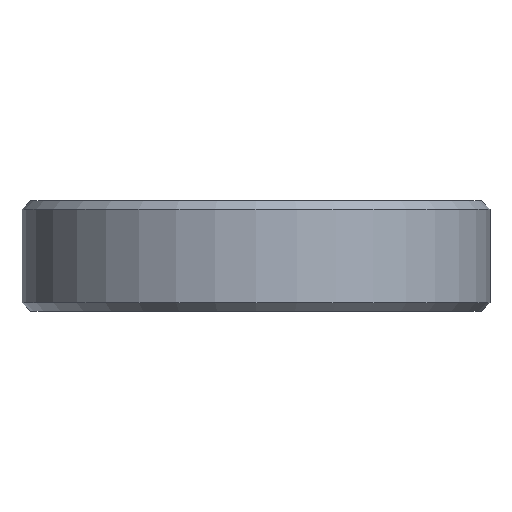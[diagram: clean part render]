
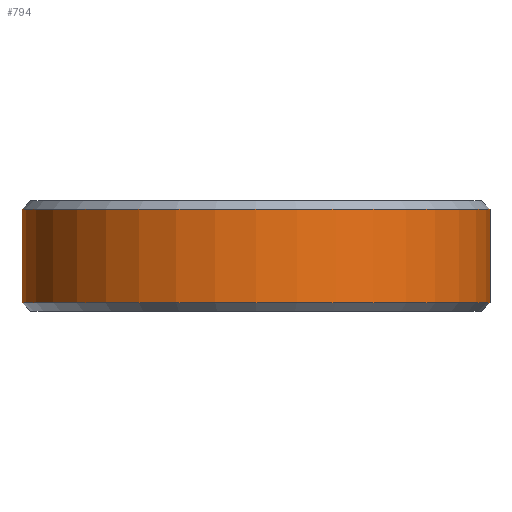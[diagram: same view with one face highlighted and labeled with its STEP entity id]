
A CAD part, front view. The second image highlights one B-rep face of the part: STEP entity #794.
In plain terms, the highlighted cylindrical face has radius 27.5 mm (diameter 55 mm), a full revolution.
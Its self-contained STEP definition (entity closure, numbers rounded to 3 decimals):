
#794=ADVANCED_FACE('',(#826,#827),#806,.T.);
#806=CYLINDRICAL_SURFACE('',#976,27.5);
#826=FACE_BOUND('',#859,.T.);
#827=FACE_BOUND('',#860,.T.);
#859=EDGE_LOOP('',(#891));
#860=EDGE_LOOP('',(#892));
#891=ORIENTED_EDGE('',*,*,#932,.T.);
#892=ORIENTED_EDGE('',*,*,#933,.T.);
#915=VERTEX_POINT('',#1138);
#916=VERTEX_POINT('',#1140);
#932=EDGE_CURVE('',#915,#915,#948,.T.);
#933=EDGE_CURVE('',#916,#916,#949,.T.);
#948=CIRCLE('',#974,27.5);
#949=CIRCLE('',#975,27.5);
#974=AXIS2_PLACEMENT_3D('',#1137,#1045,#1046);
#975=AXIS2_PLACEMENT_3D('',#1139,#1047,#1048);
#976=AXIS2_PLACEMENT_3D('',#1141,#1049,#1050);
#1045=DIRECTION('',(0.,0.,1.));
#1046=DIRECTION('',(1.,0.,0.));
#1047=DIRECTION('',(0.,0.,-1.));
#1048=DIRECTION('',(1.,0.,0.));
#1049=DIRECTION('',(0.,0.,1.));
#1050=DIRECTION('',(1.,0.,0.));
#1137=CARTESIAN_POINT('',(0.,0.,1.));
#1138=CARTESIAN_POINT('',(27.5,0.,1.));
#1139=CARTESIAN_POINT('',(0.,0.,12.));
#1140=CARTESIAN_POINT('',(27.5,0.,12.));
#1141=CARTESIAN_POINT('',(0.,0.,0.));
